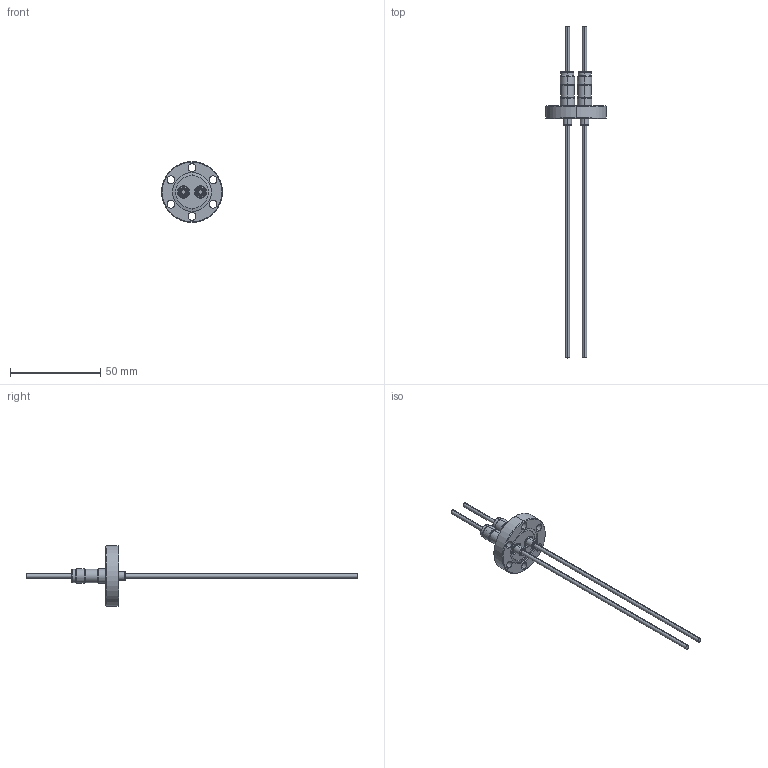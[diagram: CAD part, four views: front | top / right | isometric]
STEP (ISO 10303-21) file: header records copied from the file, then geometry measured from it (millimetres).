
FILE_DESCRIPTION (( 'STEP AP214' ), '1' );
FILE_NAME ('264-24CU5K-2-C16.STEP', '2013-11-08T14:53:19', ( 'allectra' ), ( 'Microsoft' ), 'SwSTEP 2.0', 'SolidWorks 2013', '' );
FILE_SCHEMA (( 'AUTOMOTIVE_DESIGN' ));
Length unit declared in the file: millimetre
Products named in the file (1): 264-24CU5K-2-C16
Bounding box: 33.78 x 184.15 x 33.78 mm (x, y, z)
Volume: 8396.5 mm3; surface area: 7847 mm2
Topology: 1 solids, 3 shells, 144 faces, 323 edges, 200 vertices
Faces by surface type: cylinder 78, cone 29, plane 21, bspline 8, torus 8
Entity records: 4225 total; most frequent: DIRECTION 813, CARTESIAN_POINT 788, ORIENTED_EDGE 646, AXIS2_PLACEMENT_3D 353, EDGE_CURVE 323, CIRCLE 216, VERTEX_POINT 200, EDGE_LOOP 175
